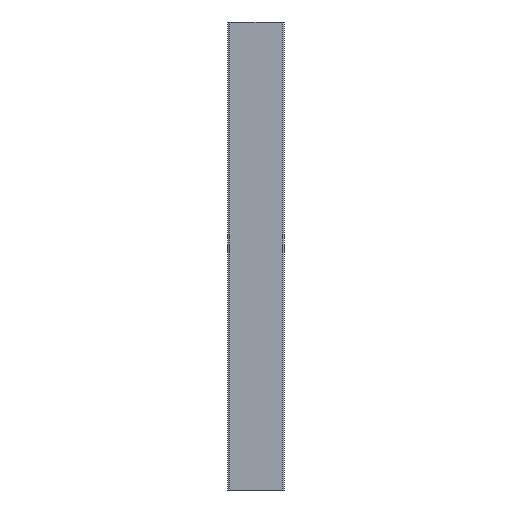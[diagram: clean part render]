
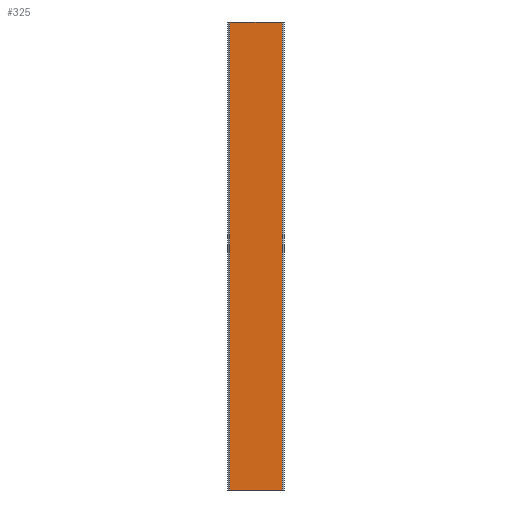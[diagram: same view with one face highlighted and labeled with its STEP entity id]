
A CAD part, left-side view. The second image highlights one B-rep face of the part: STEP entity #325.
In plain terms, the highlighted planar face has unit normal (-1, 0, 0).
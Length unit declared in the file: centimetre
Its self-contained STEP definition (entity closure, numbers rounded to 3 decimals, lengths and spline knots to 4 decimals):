
#26=PLANE('',#356);
#41=FACE_OUTER_BOUND('',#59,.T.);
#59=EDGE_LOOP('',(#272,#273,#274,#275));
#97=LINE('',#515,#128);
#103=LINE('',#531,#134);
#104=LINE('',#535,#135);
#105=LINE('',#536,#136);
#128=VECTOR('',#417,6.5);
#134=VECTOR('',#433,58.);
#135=VECTOR('',#438,58.);
#136=VECTOR('',#439,6.5);
#161=VERTEX_POINT('',#512);
#162=VERTEX_POINT('',#514);
#167=VERTEX_POINT('',#530);
#168=VERTEX_POINT('',#534);
#198=EDGE_CURVE('',#162,#161,#97,.T.);
#206=EDGE_CURVE('',#167,#162,#103,.T.);
#208=EDGE_CURVE('',#161,#168,#104,.T.);
#209=EDGE_CURVE('',#168,#167,#105,.T.);
#272=ORIENTED_EDGE('',*,*,#208,.T.);
#273=ORIENTED_EDGE('',*,*,#209,.T.);
#274=ORIENTED_EDGE('',*,*,#206,.T.);
#275=ORIENTED_EDGE('',*,*,#198,.T.);
#325=ADVANCED_FACE('',(#41),#26,.T.);
#356=AXIS2_PLACEMENT_3D('',#533,#436,#437);
#417=DIRECTION('',(0.,-1.,0.));
#433=DIRECTION('',(0.,0.,-1.));
#436=DIRECTION('center_axis',(-1.,0.,0.));
#437=DIRECTION('ref_axis',(0.,-1.,0.));
#438=DIRECTION('',(0.,0.,1.));
#439=DIRECTION('',(0.,1.,0.));
#512=CARTESIAN_POINT('',(-24.6577,7.3155,-29.));
#514=CARTESIAN_POINT('',(-24.6577,13.8155,-29.));
#515=CARTESIAN_POINT('',(-24.6577,13.8155,-29.));
#530=CARTESIAN_POINT('',(-24.6577,13.8155,29.));
#531=CARTESIAN_POINT('',(-24.6577,13.8155,29.));
#533=CARTESIAN_POINT('Origin',(-24.6577,13.8155,29.));
#534=CARTESIAN_POINT('',(-24.6577,7.3155,29.));
#535=CARTESIAN_POINT('',(-24.6577,7.3155,-29.));
#536=CARTESIAN_POINT('',(-24.6577,7.3155,29.));
